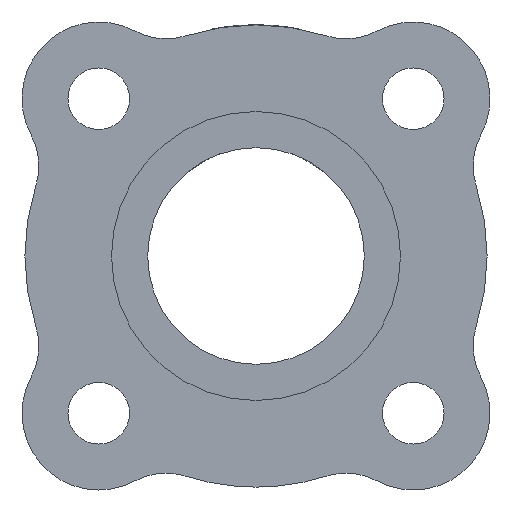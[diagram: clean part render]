
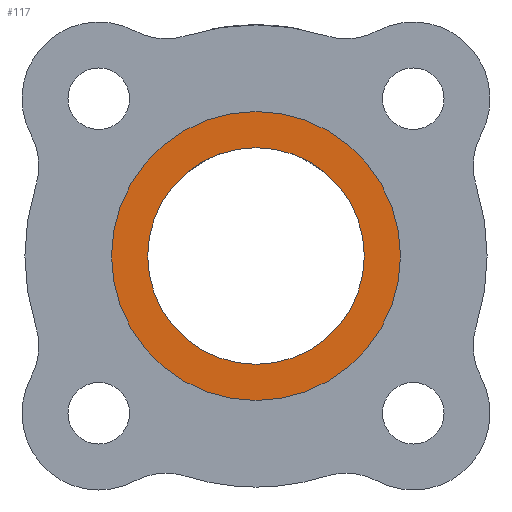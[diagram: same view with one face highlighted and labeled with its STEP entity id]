
A CAD part, front view. The second image highlights one B-rep face of the part: STEP entity #117.
In plain terms, the highlighted planar face has unit normal (0, -1, 0).
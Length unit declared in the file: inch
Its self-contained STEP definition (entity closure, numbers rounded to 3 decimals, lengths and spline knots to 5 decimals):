
#91 = PLANE ( 'NONE',  #1482 ) ;
#107 = ORIENTED_EDGE ( 'NONE', *, *, #924, .F. ) ;
#117 = ADVANCED_FACE ( 'NONE', ( #460, #1388 ), #91, .F. ) ;
#130 = DIRECTION ( 'NONE',  ( 0., 1., 0. ) ) ;
#141 = DIRECTION ( 'NONE',  ( 0., 1., 0. ) ) ;
#190 = AXIS2_PLACEMENT_3D ( 'NONE', #783, #130, #884 ) ;
#243 = AXIS2_PLACEMENT_3D ( 'NONE', #1254, #556, #1392 ) ;
#253 = CARTESIAN_POINT ( 'NONE',  ( 0., 0., 0. ) ) ;
#310 = CARTESIAN_POINT ( 'NONE',  ( 0., 0., 0.1875 ) ) ;
#334 = ORIENTED_EDGE ( 'NONE', *, *, #1046, .T. ) ;
#357 = EDGE_LOOP ( 'NONE', ( #107, #686 ) ) ;
#360 = DIRECTION ( 'NONE',  ( 0., 0., 1. ) ) ;
#415 = DIRECTION ( 'NONE',  ( 0., 0., 1. ) ) ;
#460 = FACE_BOUND ( 'NONE', #1245, .T. ) ;
#467 = CARTESIAN_POINT ( 'NONE',  ( 0., 0., -0.25 ) ) ;
#522 = VERTEX_POINT ( 'NONE', #1231 ) ;
#556 = DIRECTION ( 'NONE',  ( 0., 1., 0. ) ) ;
#579 = CIRCLE ( 'NONE', #190, 0.1875 ) ;
#676 = CARTESIAN_POINT ( 'NONE',  ( 0., 0., -0.1875 ) ) ;
#686 = ORIENTED_EDGE ( 'NONE', *, *, #1258, .F. ) ;
#783 = CARTESIAN_POINT ( 'NONE',  ( 0., 0., 0. ) ) ;
#797 = CARTESIAN_POINT ( 'NONE',  ( 0., 0., 0. ) ) ;
#851 = CARTESIAN_POINT ( 'NONE',  ( 0., 0., 0. ) ) ;
#863 = VERTEX_POINT ( 'NONE', #467 ) ;
#884 = DIRECTION ( 'NONE',  ( 0., 0., 1. ) ) ;
#895 = DIRECTION ( 'NONE',  ( 0., 0., 1. ) ) ;
#924 = EDGE_CURVE ( 'NONE', #863, #522, #1113, .T. ) ;
#1010 = DIRECTION ( 'NONE',  ( 0., 1., 0. ) ) ;
#1046 = EDGE_CURVE ( 'NONE', #1266, #1347, #1053, .T. ) ;
#1053 = CIRCLE ( 'NONE', #1081, 0.1875 ) ;
#1081 = AXIS2_PLACEMENT_3D ( 'NONE', #797, #141, #895 ) ;
#1085 = DIRECTION ( 'NONE',  ( 0., 1., 0. ) ) ;
#1113 = CIRCLE ( 'NONE', #1318, 0.25 ) ;
#1143 = ORIENTED_EDGE ( 'NONE', *, *, #1262, .T. ) ;
#1151 = CIRCLE ( 'NONE', #243, 0.25 ) ;
#1231 = CARTESIAN_POINT ( 'NONE',  ( 0., 0., 0.25 ) ) ;
#1245 = EDGE_LOOP ( 'NONE', ( #1143, #334 ) ) ;
#1254 = CARTESIAN_POINT ( 'NONE',  ( 0., 0., 0. ) ) ;
#1258 = EDGE_CURVE ( 'NONE', #522, #863, #1151, .T. ) ;
#1262 = EDGE_CURVE ( 'NONE', #1347, #1266, #579, .T. ) ;
#1266 = VERTEX_POINT ( 'NONE', #676 ) ;
#1318 = AXIS2_PLACEMENT_3D ( 'NONE', #253, #1010, #360 ) ;
#1347 = VERTEX_POINT ( 'NONE', #310 ) ;
#1388 = FACE_OUTER_BOUND ( 'NONE', #357, .T. ) ;
#1392 = DIRECTION ( 'NONE',  ( 0., 0., 1. ) ) ;
#1482 = AXIS2_PLACEMENT_3D ( 'NONE', #851, #1085, #415 ) ;
